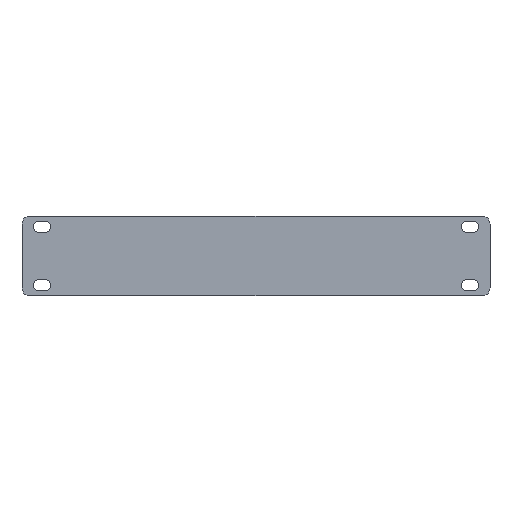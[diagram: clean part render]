
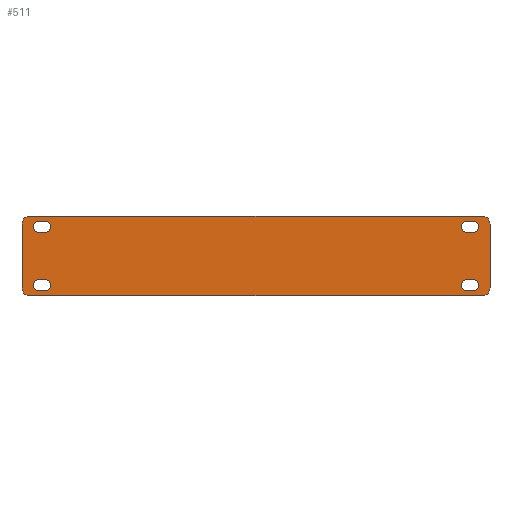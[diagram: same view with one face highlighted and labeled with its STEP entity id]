
A CAD part, top view. The second image highlights one B-rep face of the part: STEP entity #511.
In plain terms, the highlighted planar face has unit normal (0, 0, 1).
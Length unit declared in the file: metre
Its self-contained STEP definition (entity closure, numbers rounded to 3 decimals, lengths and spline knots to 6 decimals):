
#25=PLANE('',#570);
#28=LINE('',#740,#76);
#34=LINE('',#761,#82);
#40=LINE('',#782,#88);
#46=LINE('',#803,#94);
#52=LINE('',#820,#100);
#56=LINE('',#829,#104);
#58=LINE('',#833,#106);
#62=LINE('',#842,#110);
#64=LINE('',#845,#112);
#66=LINE('',#848,#114);
#70=LINE('',#856,#118);
#72=LINE('',#860,#120);
#76=VECTOR('',#591,1.);
#82=VECTOR('',#611,1.);
#88=VECTOR('',#631,1.);
#94=VECTOR('',#651,1.);
#100=VECTOR('',#665,1.);
#104=VECTOR('',#671,1.);
#106=VECTOR('',#675,1.);
#110=VECTOR('',#681,1.);
#112=VECTOR('',#685,1.);
#114=VECTOR('',#689,1.);
#118=VECTOR('',#695,1.);
#120=VECTOR('',#699,1.);
#226=ORIENTED_EDGE('',*,*,#312,.T.);
#227=ORIENTED_EDGE('',*,*,#334,.T.);
#228=ORIENTED_EDGE('',*,*,#314,.T.);
#229=ORIENTED_EDGE('',*,*,#335,.T.);
#230=ORIENTED_EDGE('',*,*,#326,.F.);
#231=ORIENTED_EDGE('',*,*,#336,.T.);
#232=ORIENTED_EDGE('',*,*,#308,.F.);
#233=ORIENTED_EDGE('',*,*,#337,.T.);
#234=ORIENTED_EDGE('',*,*,#296,.F.);
#235=ORIENTED_EDGE('',*,*,#300,.T.);
#236=ORIENTED_EDGE('',*,*,#303,.F.);
#237=ORIENTED_EDGE('',*,*,#322,.F.);
#238=ORIENTED_EDGE('',*,*,#286,.F.);
#239=ORIENTED_EDGE('',*,*,#290,.T.);
#240=ORIENTED_EDGE('',*,*,#293,.F.);
#241=ORIENTED_EDGE('',*,*,#320,.F.);
#242=ORIENTED_EDGE('',*,*,#276,.F.);
#243=ORIENTED_EDGE('',*,*,#280,.T.);
#244=ORIENTED_EDGE('',*,*,#283,.F.);
#245=ORIENTED_EDGE('',*,*,#318,.F.);
#246=ORIENTED_EDGE('',*,*,#266,.F.);
#247=ORIENTED_EDGE('',*,*,#270,.T.);
#248=ORIENTED_EDGE('',*,*,#273,.F.);
#249=ORIENTED_EDGE('',*,*,#328,.F.);
#266=EDGE_CURVE('',#338,#339,#386,.T.);
#270=EDGE_CURVE('',#338,#342,#28,.T.);
#273=EDGE_CURVE('',#344,#342,#388,.T.);
#276=EDGE_CURVE('',#346,#347,#390,.T.);
#280=EDGE_CURVE('',#346,#350,#34,.T.);
#283=EDGE_CURVE('',#352,#350,#392,.T.);
#286=EDGE_CURVE('',#354,#355,#394,.T.);
#290=EDGE_CURVE('',#354,#358,#40,.T.);
#293=EDGE_CURVE('',#360,#358,#396,.T.);
#296=EDGE_CURVE('',#362,#363,#398,.T.);
#300=EDGE_CURVE('',#362,#366,#46,.T.);
#303=EDGE_CURVE('',#368,#366,#400,.T.);
#308=EDGE_CURVE('',#372,#373,#52,.T.);
#312=EDGE_CURVE('',#377,#376,#56,.T.);
#314=EDGE_CURVE('',#378,#379,#58,.T.);
#318=EDGE_CURVE('',#347,#352,#62,.T.);
#320=EDGE_CURVE('',#355,#360,#64,.T.);
#322=EDGE_CURVE('',#363,#368,#66,.T.);
#326=EDGE_CURVE('',#384,#385,#70,.T.);
#328=EDGE_CURVE('',#339,#344,#72,.T.);
#334=EDGE_CURVE('',#376,#378,#406,.T.);
#335=EDGE_CURVE('',#379,#385,#407,.T.);
#336=EDGE_CURVE('',#384,#373,#408,.T.);
#337=EDGE_CURVE('',#372,#377,#409,.T.);
#338=VERTEX_POINT('',#732);
#339=VERTEX_POINT('',#733);
#342=VERTEX_POINT('',#741);
#344=VERTEX_POINT('',#747);
#346=VERTEX_POINT('',#753);
#347=VERTEX_POINT('',#754);
#350=VERTEX_POINT('',#762);
#352=VERTEX_POINT('',#768);
#354=VERTEX_POINT('',#774);
#355=VERTEX_POINT('',#775);
#358=VERTEX_POINT('',#783);
#360=VERTEX_POINT('',#789);
#362=VERTEX_POINT('',#795);
#363=VERTEX_POINT('',#796);
#366=VERTEX_POINT('',#804);
#368=VERTEX_POINT('',#810);
#372=VERTEX_POINT('',#819);
#373=VERTEX_POINT('',#821);
#376=VERTEX_POINT('',#828);
#377=VERTEX_POINT('',#830);
#378=VERTEX_POINT('',#834);
#379=VERTEX_POINT('',#835);
#384=VERTEX_POINT('',#855);
#385=VERTEX_POINT('',#857);
#386=CIRCLE('',#530,0.003175);
#388=CIRCLE('',#534,0.003175);
#390=CIRCLE('',#537,0.003175);
#392=CIRCLE('',#541,0.003175);
#394=CIRCLE('',#544,0.003175);
#396=CIRCLE('',#548,0.003175);
#398=CIRCLE('',#551,0.003175);
#400=CIRCLE('',#555,0.003175);
#406=CIRCLE('',#571,0.004445);
#407=CIRCLE('',#572,0.004445);
#408=CIRCLE('',#573,0.004445);
#409=CIRCLE('',#574,0.004445);
#435=EDGE_LOOP('',(#226,#227,#228,#229,#230,#231,#232,#233));
#436=EDGE_LOOP('',(#234,#235,#236,#237));
#437=EDGE_LOOP('',(#238,#239,#240,#241));
#438=EDGE_LOOP('',(#242,#243,#244,#245));
#439=EDGE_LOOP('',(#246,#247,#248,#249));
#469=FACE_BOUND('',#435,.T.);
#470=FACE_BOUND('',#436,.T.);
#471=FACE_BOUND('',#437,.T.);
#472=FACE_BOUND('',#438,.T.);
#473=FACE_BOUND('',#439,.T.);
#511=ADVANCED_FACE('',(#469,#470,#471,#472,#473),#25,.T.);
#530=AXIS2_PLACEMENT_3D('',#731,#583,#584);
#534=AXIS2_PLACEMENT_3D('',#746,#596,#597);
#537=AXIS2_PLACEMENT_3D('',#752,#603,#604);
#541=AXIS2_PLACEMENT_3D('',#767,#616,#617);
#544=AXIS2_PLACEMENT_3D('',#773,#623,#624);
#548=AXIS2_PLACEMENT_3D('',#788,#636,#637);
#551=AXIS2_PLACEMENT_3D('',#794,#643,#644);
#555=AXIS2_PLACEMENT_3D('',#809,#656,#657);
#570=AXIS2_PLACEMENT_3D('',#867,#711,#712);
#571=AXIS2_PLACEMENT_3D('',#868,#713,#714);
#572=AXIS2_PLACEMENT_3D('',#869,#715,#716);
#573=AXIS2_PLACEMENT_3D('',#870,#717,#718);
#574=AXIS2_PLACEMENT_3D('',#871,#719,#720);
#583=DIRECTION('',(0.,0.,1.));
#584=DIRECTION('',(1.,0.,0.));
#591=DIRECTION('',(-1.,0.,0.));
#596=DIRECTION('',(0.,0.,1.));
#597=DIRECTION('',(1.,0.,0.));
#603=DIRECTION('',(0.,0.,1.));
#604=DIRECTION('',(1.,0.,0.));
#611=DIRECTION('',(-1.,0.,0.));
#616=DIRECTION('',(0.,0.,1.));
#617=DIRECTION('',(1.,0.,0.));
#623=DIRECTION('',(0.,0.,1.));
#624=DIRECTION('',(1.,0.,0.));
#631=DIRECTION('',(1.,0.,0.));
#636=DIRECTION('',(0.,0.,1.));
#637=DIRECTION('',(1.,0.,0.));
#643=DIRECTION('',(0.,0.,1.));
#644=DIRECTION('',(1.,0.,0.));
#651=DIRECTION('',(1.,0.,0.));
#656=DIRECTION('',(0.,0.,1.));
#657=DIRECTION('',(1.,0.,0.));
#665=DIRECTION('',(0.,-1.,0.));
#671=DIRECTION('',(-1.,0.,0.));
#675=DIRECTION('',(0.,-1.,0.));
#681=DIRECTION('',(-1.,0.,0.));
#685=DIRECTION('',(1.,0.,0.));
#689=DIRECTION('',(1.,0.,0.));
#695=DIRECTION('',(-1.,0.,0.));
#699=DIRECTION('',(-1.,0.,0.));
#711=DIRECTION('',(0.,0.,1.));
#712=DIRECTION('',(1.,0.,0.));
#713=DIRECTION('',(0.,0.,1.));
#714=DIRECTION('',(1.,0.,0.));
#715=DIRECTION('',(0.,0.,1.));
#716=DIRECTION('',(1.,0.,0.));
#717=DIRECTION('',(0.,0.,1.));
#718=DIRECTION('',(1.,0.,0.));
#719=DIRECTION('',(0.,0.,1.));
#720=DIRECTION('',(1.,0.,0.));
#731=CARTESIAN_POINT('',(0.12065,0.016256,0.));
#732=CARTESIAN_POINT('',(0.12065,0.013081,0.));
#733=CARTESIAN_POINT('',(0.12065,0.019431,0.));
#740=CARTESIAN_POINT('',(0.119063,0.013081,0.));
#741=CARTESIAN_POINT('',(0.117475,0.013081,0.));
#746=CARTESIAN_POINT('',(0.117475,0.016256,0.));
#747=CARTESIAN_POINT('',(0.117475,0.019431,0.));
#752=CARTESIAN_POINT('',(0.12065,-0.016256,0.));
#753=CARTESIAN_POINT('',(0.12065,-0.019431,0.));
#754=CARTESIAN_POINT('',(0.12065,-0.013081,0.));
#761=CARTESIAN_POINT('',(0.119063,-0.019431,0.));
#762=CARTESIAN_POINT('',(0.117475,-0.019431,0.));
#767=CARTESIAN_POINT('',(0.117475,-0.016256,0.));
#768=CARTESIAN_POINT('',(0.117475,-0.013081,0.));
#773=CARTESIAN_POINT('',(-0.12065,0.016256,0.));
#774=CARTESIAN_POINT('',(-0.12065,0.019431,0.));
#775=CARTESIAN_POINT('',(-0.12065,0.013081,0.));
#782=CARTESIAN_POINT('',(-0.119063,0.019431,0.));
#783=CARTESIAN_POINT('',(-0.117475,0.019431,0.));
#788=CARTESIAN_POINT('',(-0.117475,0.016256,0.));
#789=CARTESIAN_POINT('',(-0.117475,0.013081,0.));
#794=CARTESIAN_POINT('',(-0.12065,-0.016256,0.));
#795=CARTESIAN_POINT('',(-0.12065,-0.013081,0.));
#796=CARTESIAN_POINT('',(-0.12065,-0.019431,0.));
#803=CARTESIAN_POINT('',(-0.119063,-0.013081,0.));
#804=CARTESIAN_POINT('',(-0.117475,-0.013081,0.));
#809=CARTESIAN_POINT('',(-0.117475,-0.016256,0.));
#810=CARTESIAN_POINT('',(-0.117475,-0.019431,0.));
#819=CARTESIAN_POINT('',(0.130175,0.01778,0.));
#820=CARTESIAN_POINT('',(0.130175,0.,0.));
#821=CARTESIAN_POINT('',(0.130175,-0.01778,0.));
#828=CARTESIAN_POINT('',(-0.12573,0.022225,0.));
#829=CARTESIAN_POINT('',(0.,0.022225,0.));
#830=CARTESIAN_POINT('',(0.12573,0.022225,0.));
#833=CARTESIAN_POINT('',(-0.130175,0.,0.));
#834=CARTESIAN_POINT('',(-0.130175,0.01778,0.));
#835=CARTESIAN_POINT('',(-0.130175,-0.01778,0.));
#842=CARTESIAN_POINT('',(0.119063,-0.013081,0.));
#845=CARTESIAN_POINT('',(-0.119063,0.013081,0.));
#848=CARTESIAN_POINT('',(-0.119063,-0.019431,0.));
#855=CARTESIAN_POINT('',(0.12573,-0.022225,0.));
#856=CARTESIAN_POINT('',(0.,-0.022225,0.));
#857=CARTESIAN_POINT('',(-0.12573,-0.022225,0.));
#860=CARTESIAN_POINT('',(0.119063,0.019431,0.));
#867=CARTESIAN_POINT('',(0.,0.,0.));
#868=CARTESIAN_POINT('',(-0.12573,0.01778,0.));
#869=CARTESIAN_POINT('',(-0.12573,-0.01778,0.));
#870=CARTESIAN_POINT('',(0.12573,-0.01778,0.));
#871=CARTESIAN_POINT('',(0.12573,0.01778,0.));
